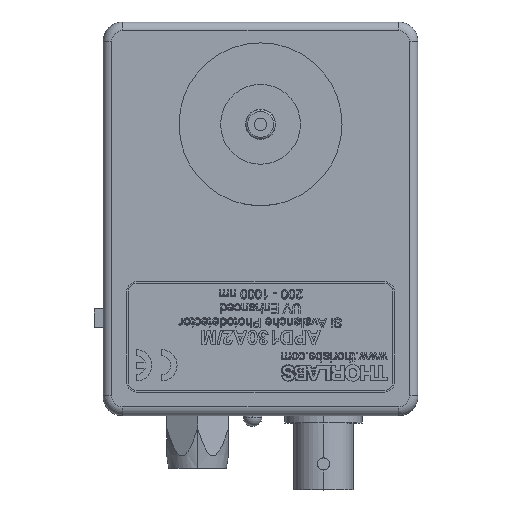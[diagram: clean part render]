
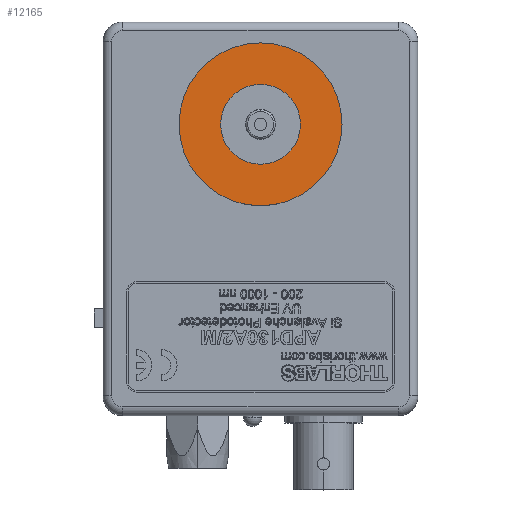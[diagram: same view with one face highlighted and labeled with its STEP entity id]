
A CAD part, top view. The second image highlights one B-rep face of the part: STEP entity #12165.
In plain terms, the highlighted planar face has unit normal (0, 0, 1).
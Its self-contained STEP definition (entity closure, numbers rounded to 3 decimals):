
#2861 = DIRECTION ( 'NONE',  ( 0., 0., 1. ) ) ;
#2945 = EDGE_LOOP ( 'NONE', ( #79335, #41209 ) ) ;
#4340 = CARTESIAN_POINT ( 'NONE',  ( 12.256, 46.99, 27.432 ) ) ;
#4943 = VERTEX_POINT ( 'NONE', #39275 ) ;
#8312 = CARTESIAN_POINT ( 'NONE',  ( 25.4, 46.99, 27.432 ) ) ;
#12165 = ADVANCED_FACE ( 'NONE', ( #115450, #87936 ), #91249, .T. ) ;
#15264 = EDGE_CURVE ( 'NONE', #4943, #100341, #79649, .T. ) ;
#16004 = CARTESIAN_POINT ( 'NONE',  ( 25.4, 46.99, 27.432 ) ) ;
#17259 = DIRECTION ( 'NONE',  ( 0., 0., 1. ) ) ;
#17621 = DIRECTION ( 'NONE',  ( 1., 0., 0. ) ) ;
#24224 = DIRECTION ( 'NONE',  ( 0., 0., 1. ) ) ;
#25399 = DIRECTION ( 'NONE',  ( 1., 0., 0. ) ) ;
#25999 = AXIS2_PLACEMENT_3D ( 'NONE', #8312, #73093, #17621 ) ;
#39275 = CARTESIAN_POINT ( 'NONE',  ( 31.839, 46.99, 27.432 ) ) ;
#41209 = ORIENTED_EDGE ( 'NONE', *, *, #116054, .F. ) ;
#47769 = CIRCLE ( 'NONE', #89537, 13.144 ) ;
#51302 = VERTEX_POINT ( 'NONE', #4340 ) ;
#55134 = AXIS2_PLACEMENT_3D ( 'NONE', #16004, #80798, #25399 ) ;
#58361 = CARTESIAN_POINT ( 'NONE',  ( 25.4, 46.99, 27.432 ) ) ;
#66681 = ORIENTED_EDGE ( 'NONE', *, *, #117326, .T. ) ;
#67626 = DIRECTION ( 'NONE',  ( 1., 0., 0. ) ) ;
#72717 = CARTESIAN_POINT ( 'NONE',  ( 25.4, 46.99, 27.432 ) ) ;
#73093 = DIRECTION ( 'NONE',  ( 0., 0., 1. ) ) ;
#73446 = AXIS2_PLACEMENT_3D ( 'NONE', #79621, #24224, #88901 ) ;
#79335 = ORIENTED_EDGE ( 'NONE', *, *, #15264, .F. ) ;
#79621 = CARTESIAN_POINT ( 'NONE',  ( 25.4, 46.99, 27.432 ) ) ;
#79649 = CIRCLE ( 'NONE', #55134, 6.439 ) ;
#80798 = DIRECTION ( 'NONE',  ( 0., 0., 1. ) ) ;
#82050 = DIRECTION ( 'NONE',  ( 1., 0., 0. ) ) ;
#85495 = EDGE_CURVE ( 'NONE', #104080, #51302, #47769, .T. ) ;
#87936 = FACE_OUTER_BOUND ( 'NONE', #96489, .T. ) ;
#88901 = DIRECTION ( 'NONE',  ( 1., 0., 0. ) ) ;
#89537 = AXIS2_PLACEMENT_3D ( 'NONE', #58361, #2861, #67626 ) ;
#91249 = PLANE ( 'NONE',  #25999 ) ;
#95681 = ORIENTED_EDGE ( 'NONE', *, *, #85495, .T. ) ;
#96489 = EDGE_LOOP ( 'NONE', ( #66681, #95681 ) ) ;
#100341 = VERTEX_POINT ( 'NONE', #113563 ) ;
#103903 = CARTESIAN_POINT ( 'NONE',  ( 38.544, 46.99, 27.432 ) ) ;
#104080 = VERTEX_POINT ( 'NONE', #103903 ) ;
#104261 = AXIS2_PLACEMENT_3D ( 'NONE', #72717, #17259, #82050 ) ;
#110997 = CIRCLE ( 'NONE', #73446, 13.144 ) ;
#113563 = CARTESIAN_POINT ( 'NONE',  ( 18.961, 46.99, 27.432 ) ) ;
#115450 = FACE_BOUND ( 'NONE', #2945, .T. ) ;
#116054 = EDGE_CURVE ( 'NONE', #100341, #4943, #117207, .T. ) ;
#117207 = CIRCLE ( 'NONE', #104261, 6.439 ) ;
#117326 = EDGE_CURVE ( 'NONE', #51302, #104080, #110997, .T. ) ;
